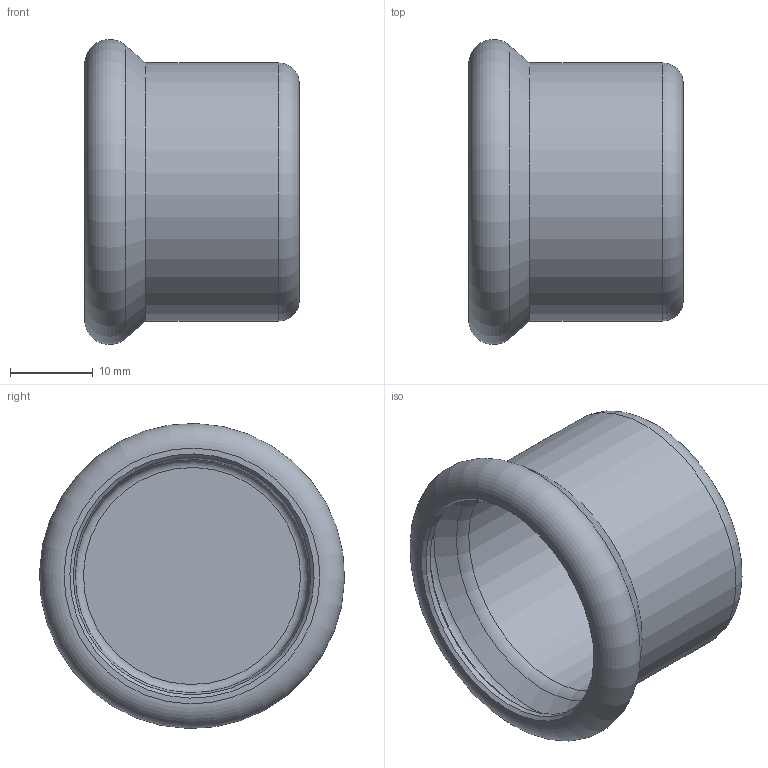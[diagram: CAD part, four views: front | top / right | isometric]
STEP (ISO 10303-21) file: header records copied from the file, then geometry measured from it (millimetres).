
FILE_DESCRIPTION(/* description */ (''),/* implementation_level */ '2;1');
FILE_NAME(/* name */ '43215.stp',/* time_stamp */ '2023-09-08T11:22:57+02:00',/* author */ ('JANAN'),/* organization */ (''),/* preprocessor_version */ 'ST-DEVELOPER v19.2',/* originating_system */ 'Autodesk Inventor 2023',/* authorisation */ '');
FILE_SCHEMA (('AUTOMOTIVE_DESIGN { 1 0 10303 214 3 1 1 }'));
Length unit declared in the file: millimetre
Products named in the file (1): tmp706.tmp
Bounding box: 26 x 36.98 x 36.98 mm (x, y, z)
Volume: 4979.4 mm3; surface area: 6767.6 mm2
Topology: 1 solids, 1 shells, 16 faces, 29 edges, 17 vertices
Faces by surface type: torus 5, plane 4, cone 4, cylinder 3
Full cylindrical faces by diameter (mm): 28.3 x1, 28.8 x1, 31.3 x1
Entity records: 458 total; most frequent: DIRECTION 85, CARTESIAN_POINT 63, ORIENTED_EDGE 58, AXIS2_PLACEMENT_3D 39, EDGE_CURVE 29, CIRCLE 22, EDGE_LOOP 18, VERTEX_POINT 17
